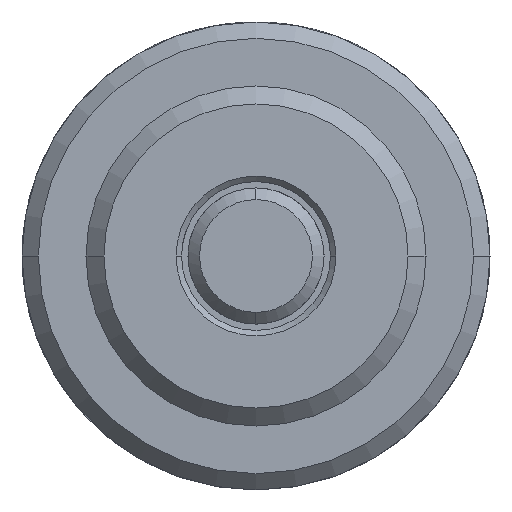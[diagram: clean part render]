
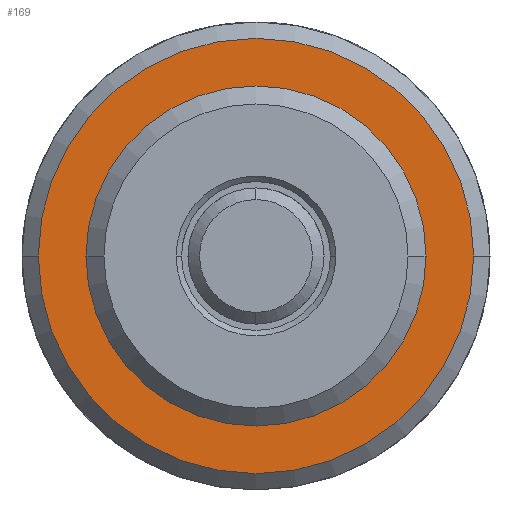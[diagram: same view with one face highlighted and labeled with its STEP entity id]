
A CAD part, left-side view. The second image highlights one B-rep face of the part: STEP entity #169.
In plain terms, the highlighted planar face has unit normal (-1, 0, 0).
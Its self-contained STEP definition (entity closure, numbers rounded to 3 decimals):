
#169 = ADVANCED_FACE ( 'NONE', ( #2712, #823 ), #2333, .F. ) ;
#290 = EDGE_LOOP ( 'NONE', ( #2253, #1865 ) ) ;
#573 = AXIS2_PLACEMENT_3D ( 'NONE', #3544, #3271, #3292 ) ;
#626 = AXIS2_PLACEMENT_3D ( 'NONE', #2103, #928, #1500 ) ;
#662 = CARTESIAN_POINT ( 'NONE',  ( 12.7, 0., -7.906 ) ) ;
#715 = CIRCLE ( 'NONE', #573, 10.16 ) ;
#822 = DIRECTION ( 'NONE',  ( 0., 0., -1. ) ) ;
#823 = FACE_BOUND ( 'NONE', #2955, .T. ) ;
#928 = DIRECTION ( 'NONE',  ( 1., 0., 0. ) ) ;
#1047 = CIRCLE ( 'NONE', #2603, 7.906 ) ;
#1059 = DIRECTION ( 'NONE',  ( 0., 0., -1. ) ) ;
#1457 = EDGE_CURVE ( 'NONE', #2102, #2445, #715, .T. ) ;
#1460 = AXIS2_PLACEMENT_3D ( 'NONE', #2673, #3958, #3879 ) ;
#1500 = DIRECTION ( 'NONE',  ( 0., 0., -1. ) ) ;
#1706 = DIRECTION ( 'NONE',  ( 1., 0., 0. ) ) ;
#1865 = ORIENTED_EDGE ( 'NONE', *, *, #3588, .F. ) ;
#1867 = VERTEX_POINT ( 'NONE', #662 ) ;
#1998 = DIRECTION ( 'NONE',  ( 1., 0., 0. ) ) ;
#2102 = VERTEX_POINT ( 'NONE', #2901 ) ;
#2103 = CARTESIAN_POINT ( 'NONE',  ( 12.7, 0., 0. ) ) ;
#2253 = ORIENTED_EDGE ( 'NONE', *, *, #1457, .F. ) ;
#2321 = EDGE_CURVE ( 'NONE', #1867, #3764, #4003, .T. ) ;
#2333 = PLANE ( 'NONE',  #1460 ) ;
#2445 = VERTEX_POINT ( 'NONE', #3949 ) ;
#2485 = AXIS2_PLACEMENT_3D ( 'NONE', #3229, #1998, #822 ) ;
#2563 = ORIENTED_EDGE ( 'NONE', *, *, #3662, .T. ) ;
#2603 = AXIS2_PLACEMENT_3D ( 'NONE', #3243, #1706, #1059 ) ;
#2647 = ORIENTED_EDGE ( 'NONE', *, *, #2321, .T. ) ;
#2673 = CARTESIAN_POINT ( 'NONE',  ( 12.7, 0., 0. ) ) ;
#2712 = FACE_OUTER_BOUND ( 'NONE', #290, .T. ) ;
#2901 = CARTESIAN_POINT ( 'NONE',  ( 12.7, 0., 10.16 ) ) ;
#2955 = EDGE_LOOP ( 'NONE', ( #2647, #2563 ) ) ;
#3229 = CARTESIAN_POINT ( 'NONE',  ( 12.7, 0., 0. ) ) ;
#3243 = CARTESIAN_POINT ( 'NONE',  ( 12.7, 0., 0. ) ) ;
#3271 = DIRECTION ( 'NONE',  ( 1., 0., 0. ) ) ;
#3292 = DIRECTION ( 'NONE',  ( 0., 0., -1. ) ) ;
#3544 = CARTESIAN_POINT ( 'NONE',  ( 12.7, 0., 0. ) ) ;
#3588 = EDGE_CURVE ( 'NONE', #2445, #2102, #3785, .T. ) ;
#3662 = EDGE_CURVE ( 'NONE', #3764, #1867, #1047, .T. ) ;
#3764 = VERTEX_POINT ( 'NONE', #4005 ) ;
#3785 = CIRCLE ( 'NONE', #2485, 10.16 ) ;
#3879 = DIRECTION ( 'NONE',  ( 0., 0., -1. ) ) ;
#3949 = CARTESIAN_POINT ( 'NONE',  ( 12.7, 0., -10.16 ) ) ;
#3958 = DIRECTION ( 'NONE',  ( 1., 0., 0. ) ) ;
#4003 = CIRCLE ( 'NONE', #626, 7.906 ) ;
#4005 = CARTESIAN_POINT ( 'NONE',  ( 12.7, 0., 7.906 ) ) ;
